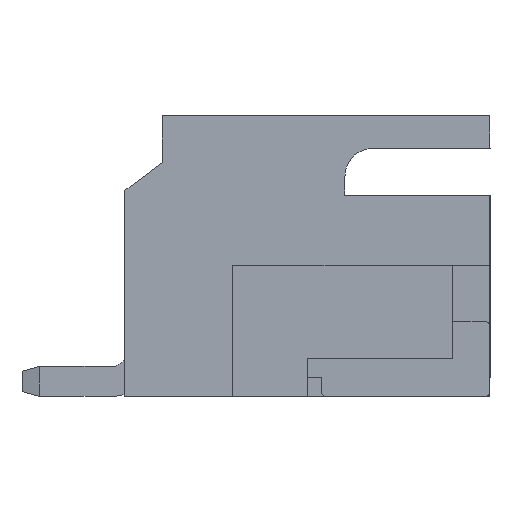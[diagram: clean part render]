
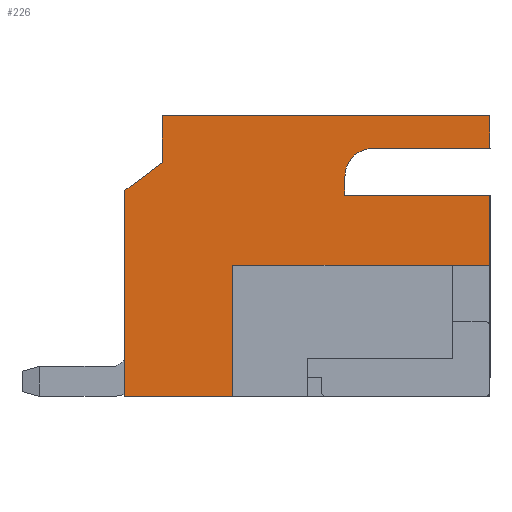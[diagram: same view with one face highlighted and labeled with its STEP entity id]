
A CAD part, left-side view. The second image highlights one B-rep face of the part: STEP entity #226.
In plain terms, the highlighted planar face has unit normal (-1, 0, 0).
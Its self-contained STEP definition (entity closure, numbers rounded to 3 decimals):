
#226=ADVANCED_FACE('',(#3819),#3821,.T.);
#3819=FACE_BOUND('',#3820,.T.);
#3820=EDGE_LOOP('',(#6657,#6658,#6659,#6660,#6661,#6662,#6663,#6664,#6665,#6666,
#6667,#6668,#6669));
#3821=PLANE('',#3822);
#3822=AXIS2_PLACEMENT_3D('',#3823,#3824,#3825);
#3823=CARTESIAN_POINT('',(-2.5,0.,0.));
#3824=DIRECTION('',(-1.,0.,0.));
#3825=DIRECTION('',(0.,0.,1.));
#6657=ORIENTED_EDGE('',*,*,#8777,.T.);
#6658=ORIENTED_EDGE('',*,*,#8778,.T.);
#6659=ORIENTED_EDGE('',*,*,#8732,.T.);
#6660=ORIENTED_EDGE('',*,*,#8776,.T.);
#6661=ORIENTED_EDGE('',*,*,#8755,.T.);
#6662=ORIENTED_EDGE('',*,*,#8779,.T.);
#6663=ORIENTED_EDGE('',*,*,#8780,.T.);
#6664=ORIENTED_EDGE('',*,*,#8781,.T.);
#6665=ORIENTED_EDGE('',*,*,#8782,.T.);
#6666=ORIENTED_EDGE('',*,*,#8783,.F.);
#6667=ORIENTED_EDGE('',*,*,#8784,.F.);
#6668=ORIENTED_EDGE('',*,*,#8785,.T.);
#6669=ORIENTED_EDGE('',*,*,#8786,.T.);
#8732=EDGE_CURVE('',#9826,#9824,#9827,.F.);
#8755=EDGE_CURVE('',#9869,#9867,#9870,.T.);
#8776=EDGE_CURVE('',#9824,#9869,#9898,.T.);
#8777=EDGE_CURVE('',#9899,#9900,#9901,.F.);
#8778=EDGE_CURVE('',#9900,#9826,#9902,.F.);
#8779=EDGE_CURVE('',#9867,#9903,#9904,.T.);
#8780=EDGE_CURVE('',#9903,#9905,#9906,.T.);
#8781=EDGE_CURVE('',#9905,#9907,#9908,.T.);
#8782=EDGE_CURVE('',#9907,#9909,#9910,.T.);
#8783=EDGE_CURVE('',#9911,#9909,#9912,.T.);
#8784=EDGE_CURVE('',#9913,#9911,#9914,.T.);
#8785=EDGE_CURVE('',#9913,#9915,#9916,.T.);
#8786=EDGE_CURVE('',#9915,#9899,#9917,.F.);
#9824=VERTEX_POINT('',#11595);
#9826=VERTEX_POINT('',#11599);
#9827=LINE('',#11600,#11601);
#9867=VERTEX_POINT('',#11685);
#9869=VERTEX_POINT('',#11689);
#9870=LINE('',#11690,#11691);
#9898=LINE('',#11761,#11762);
#9899=VERTEX_POINT('',#11764);
#9900=VERTEX_POINT('',#11765);
#9901=LINE('',#11766,#11767);
#9902=CIRCLE('',#11769,0.6);
#9903=VERTEX_POINT('',#11773);
#9904=LINE('',#11774,#11775);
#9905=VERTEX_POINT('',#11777);
#9906=LINE('',#11778,#11779);
#9907=VERTEX_POINT('',#11781);
#9908=LINE('',#11782,#11783);
#9909=VERTEX_POINT('',#11785);
#9910=LINE('',#11786,#11787);
#9911=VERTEX_POINT('',#11789);
#9912=LINE('',#11790,#11791);
#9913=VERTEX_POINT('',#11793);
#9914=LINE('',#11794,#11795);
#9915=VERTEX_POINT('',#11797);
#9916=LINE('',#11798,#11799);
#9917=LINE('',#11801,#11802);
#11595=CARTESIAN_POINT('',(-2.5,-7.,5.3));
#11599=CARTESIAN_POINT('',(-2.5,-4.5,5.3));
#11600=CARTESIAN_POINT('',(-2.5,-7.,5.3));
#11601=VECTOR('',#11602,1.);
#11602=DIRECTION('',(0.,1.,0.));
#11685=CARTESIAN_POINT('',(-2.5,0.,6.));
#11689=CARTESIAN_POINT('',(-2.5,-7.,6.));
#11690=CARTESIAN_POINT('',(-2.5,-7.,6.));
#11691=VECTOR('',#11692,1.);
#11692=DIRECTION('',(0.,1.,0.));
#11761=CARTESIAN_POINT('',(-2.5,-7.,5.3));
#11762=VECTOR('',#11763,1.);
#11763=DIRECTION('',(0.,0.,1.));
#11764=CARTESIAN_POINT('',(-2.5,-3.9,4.3));
#11765=CARTESIAN_POINT('',(-2.5,-3.9,4.7));
#11766=CARTESIAN_POINT('',(-2.5,-3.9,4.7));
#11767=VECTOR('',#11768,1.);
#11768=DIRECTION('',(0.,0.,-1.));
#11769=AXIS2_PLACEMENT_3D('',#11770,#11771,#11772);
#11770=CARTESIAN_POINT('',(-2.5,-4.5,4.7));
#11771=DIRECTION('',(-1.,0.,0.));
#11772=DIRECTION('',(0.,0.,1.));
#11773=CARTESIAN_POINT('',(-2.5,0.,5.));
#11774=CARTESIAN_POINT('',(-2.5,0.,6.));
#11775=VECTOR('',#11776,1.);
#11776=DIRECTION('',(0.,0.,-1.));
#11777=CARTESIAN_POINT('',(-2.5,0.8,4.4));
#11778=CARTESIAN_POINT('',(-2.5,0.,5.));
#11779=VECTOR('',#11780,1.);
#11780=DIRECTION('',(0.,0.8,-0.6));
#11781=CARTESIAN_POINT('',(-2.5,0.8,0.));
#11782=CARTESIAN_POINT('',(-2.5,0.8,4.4));
#11783=VECTOR('',#11784,1.);
#11784=DIRECTION('',(0.,0.,-1.));
#11785=CARTESIAN_POINT('',(-2.5,-1.5,0.));
#11786=CARTESIAN_POINT('',(-2.5,0.8,0.));
#11787=VECTOR('',#11788,1.);
#11788=DIRECTION('',(0.,-1.,0.));
#11789=CARTESIAN_POINT('',(-2.5,-1.5,2.8));
#11790=CARTESIAN_POINT('',(-2.5,-1.5,2.8));
#11791=VECTOR('',#11792,1.);
#11792=DIRECTION('',(0.,0.,-1.));
#11793=CARTESIAN_POINT('',(-2.5,-7.,2.8));
#11794=CARTESIAN_POINT('',(-2.5,-7.,2.8));
#11795=VECTOR('',#11796,1.);
#11796=DIRECTION('',(0.,1.,0.));
#11797=CARTESIAN_POINT('',(-2.5,-7.,4.3));
#11798=CARTESIAN_POINT('',(-2.5,-7.,2.8));
#11799=VECTOR('',#11800,1.);
#11800=DIRECTION('',(0.,0.,1.));
#11801=CARTESIAN_POINT('',(-2.5,-3.9,4.3));
#11802=VECTOR('',#11803,1.);
#11803=DIRECTION('',(0.,-1.,0.));
